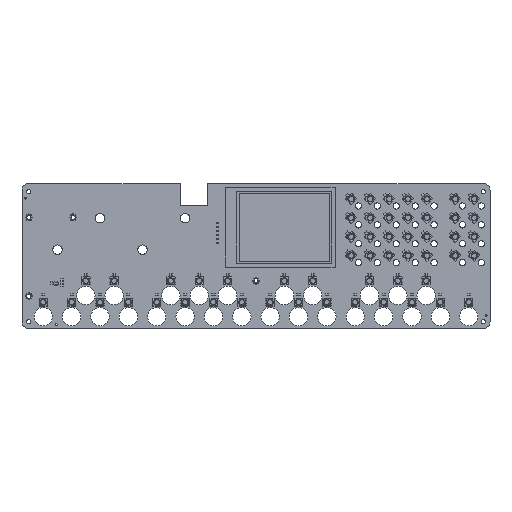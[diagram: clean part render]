
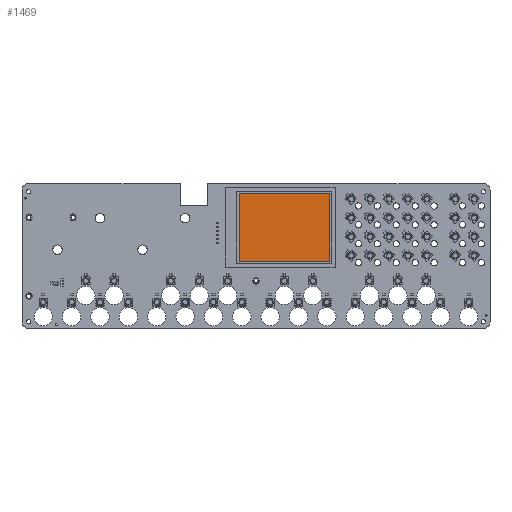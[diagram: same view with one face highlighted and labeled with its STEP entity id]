
A CAD part, top view. The second image highlights one B-rep face of the part: STEP entity #1469.
In plain terms, the highlighted planar face has unit normal (0, 0, 1).
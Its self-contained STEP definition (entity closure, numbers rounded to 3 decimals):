
#1160 = VERTEX_POINT('',#1161);
#1161 = CARTESIAN_POINT('',(26.06,-8.5,2.4));
#1170 = PLANE('',#1171);
#1171 = AXIS2_PLACEMENT_3D('',#1172,#1173,#1174);
#1172 = CARTESIAN_POINT('',(26.06,-8.5,2.4));
#1173 = DIRECTION('',(0.,1.,0.));
#1174 = DIRECTION('',(-1.,0.,0.));
#1182 = PLANE('',#1183);
#1183 = AXIS2_PLACEMENT_3D('',#1184,#1185,#1186);
#1184 = CARTESIAN_POINT('',(26.06,34.7,2.4));
#1185 = DIRECTION('',(-1.,0.,0.));
#1186 = DIRECTION('',(0.,-1.,0.));
#1223 = VERTEX_POINT('',#1224);
#1224 = CARTESIAN_POINT('',(-31.54,-8.5,2.4));
#1238 = PLANE('',#1239);
#1239 = AXIS2_PLACEMENT_3D('',#1240,#1241,#1242);
#1240 = CARTESIAN_POINT('',(-31.54,-8.5,2.4));
#1241 = DIRECTION('',(1.,0.,0.));
#1242 = DIRECTION('',(0.,1.,0.));
#1250 = EDGE_CURVE('',#1160,#1223,#1251,.T.);
#1251 = SURFACE_CURVE('',#1252,(#1256,#1263),.PCURVE_S1.);
#1252 = LINE('',#1253,#1254);
#1253 = CARTESIAN_POINT('',(26.06,-8.5,2.4));
#1254 = VECTOR('',#1255,1.);
#1255 = DIRECTION('',(-1.,0.,0.));
#1256 = PCURVE('',#1170,#1257);
#1257 = DEFINITIONAL_REPRESENTATION('',(#1258),#1262);
#1258 = LINE('',#1259,#1260);
#1259 = CARTESIAN_POINT('',(0.,0.));
#1260 = VECTOR('',#1261,1.);
#1261 = DIRECTION('',(1.,0.));
#1262 = ( GEOMETRIC_REPRESENTATION_CONTEXT(2) 
PARAMETRIC_REPRESENTATION_CONTEXT() REPRESENTATION_CONTEXT('2D SPACE',''
  ) );
#1263 = PCURVE('',#1264,#1269);
#1264 = PLANE('',#1265);
#1265 = AXIS2_PLACEMENT_3D('',#1266,#1267,#1268);
#1266 = CARTESIAN_POINT('',(-2.74,13.1,2.4));
#1267 = DIRECTION('',(0.,0.,-1.));
#1268 = DIRECTION('',(1.,0.,0.));
#1269 = DEFINITIONAL_REPRESENTATION('',(#1270),#1274);
#1270 = LINE('',#1271,#1272);
#1271 = CARTESIAN_POINT('',(28.8,21.6));
#1272 = VECTOR('',#1273,1.);
#1273 = DIRECTION('',(-1.,0.));
#1274 = ( GEOMETRIC_REPRESENTATION_CONTEXT(2) 
PARAMETRIC_REPRESENTATION_CONTEXT() REPRESENTATION_CONTEXT('2D SPACE',''
  ) );
#1304 = VERTEX_POINT('',#1305);
#1305 = CARTESIAN_POINT('',(-31.54,34.7,2.4));
#1319 = PLANE('',#1320);
#1320 = AXIS2_PLACEMENT_3D('',#1321,#1322,#1323);
#1321 = CARTESIAN_POINT('',(-31.54,34.7,2.4));
#1322 = DIRECTION('',(0.,-1.,0.));
#1323 = DIRECTION('',(1.,0.,0.));
#1331 = EDGE_CURVE('',#1223,#1304,#1332,.T.);
#1332 = SURFACE_CURVE('',#1333,(#1337,#1344),.PCURVE_S1.);
#1333 = LINE('',#1334,#1335);
#1334 = CARTESIAN_POINT('',(-31.54,-8.5,2.4));
#1335 = VECTOR('',#1336,1.);
#1336 = DIRECTION('',(0.,1.,0.));
#1337 = PCURVE('',#1238,#1338);
#1338 = DEFINITIONAL_REPRESENTATION('',(#1339),#1343);
#1339 = LINE('',#1340,#1341);
#1340 = CARTESIAN_POINT('',(0.,0.));
#1341 = VECTOR('',#1342,1.);
#1342 = DIRECTION('',(1.,0.));
#1343 = ( GEOMETRIC_REPRESENTATION_CONTEXT(2) 
PARAMETRIC_REPRESENTATION_CONTEXT() REPRESENTATION_CONTEXT('2D SPACE',''
  ) );
#1344 = PCURVE('',#1264,#1345);
#1345 = DEFINITIONAL_REPRESENTATION('',(#1346),#1350);
#1346 = LINE('',#1347,#1348);
#1347 = CARTESIAN_POINT('',(-28.8,21.6));
#1348 = VECTOR('',#1349,1.);
#1349 = DIRECTION('',(0.,-1.));
#1350 = ( GEOMETRIC_REPRESENTATION_CONTEXT(2) 
PARAMETRIC_REPRESENTATION_CONTEXT() REPRESENTATION_CONTEXT('2D SPACE',''
  ) );
#1380 = VERTEX_POINT('',#1381);
#1381 = CARTESIAN_POINT('',(26.06,34.7,2.4));
#1402 = EDGE_CURVE('',#1304,#1380,#1403,.T.);
#1403 = SURFACE_CURVE('',#1404,(#1408,#1415),.PCURVE_S1.);
#1404 = LINE('',#1405,#1406);
#1405 = CARTESIAN_POINT('',(-31.54,34.7,2.4));
#1406 = VECTOR('',#1407,1.);
#1407 = DIRECTION('',(1.,0.,0.));
#1408 = PCURVE('',#1319,#1409);
#1409 = DEFINITIONAL_REPRESENTATION('',(#1410),#1414);
#1410 = LINE('',#1411,#1412);
#1411 = CARTESIAN_POINT('',(0.,0.));
#1412 = VECTOR('',#1413,1.);
#1413 = DIRECTION('',(1.,0.));
#1414 = ( GEOMETRIC_REPRESENTATION_CONTEXT(2) 
PARAMETRIC_REPRESENTATION_CONTEXT() REPRESENTATION_CONTEXT('2D SPACE',''
  ) );
#1415 = PCURVE('',#1264,#1416);
#1416 = DEFINITIONAL_REPRESENTATION('',(#1417),#1421);
#1417 = LINE('',#1418,#1419);
#1418 = CARTESIAN_POINT('',(-28.8,-21.6));
#1419 = VECTOR('',#1420,1.);
#1420 = DIRECTION('',(1.,0.));
#1421 = ( GEOMETRIC_REPRESENTATION_CONTEXT(2) 
PARAMETRIC_REPRESENTATION_CONTEXT() REPRESENTATION_CONTEXT('2D SPACE',''
  ) );
#1449 = EDGE_CURVE('',#1380,#1160,#1450,.T.);
#1450 = SURFACE_CURVE('',#1451,(#1455,#1462),.PCURVE_S1.);
#1451 = LINE('',#1452,#1453);
#1452 = CARTESIAN_POINT('',(26.06,34.7,2.4));
#1453 = VECTOR('',#1454,1.);
#1454 = DIRECTION('',(0.,-1.,0.));
#1455 = PCURVE('',#1182,#1456);
#1456 = DEFINITIONAL_REPRESENTATION('',(#1457),#1461);
#1457 = LINE('',#1458,#1459);
#1458 = CARTESIAN_POINT('',(0.,0.));
#1459 = VECTOR('',#1460,1.);
#1460 = DIRECTION('',(1.,0.));
#1461 = ( GEOMETRIC_REPRESENTATION_CONTEXT(2) 
PARAMETRIC_REPRESENTATION_CONTEXT() REPRESENTATION_CONTEXT('2D SPACE',''
  ) );
#1462 = PCURVE('',#1264,#1463);
#1463 = DEFINITIONAL_REPRESENTATION('',(#1464),#1468);
#1464 = LINE('',#1465,#1466);
#1465 = CARTESIAN_POINT('',(28.8,-21.6));
#1466 = VECTOR('',#1467,1.);
#1467 = DIRECTION('',(0.,1.));
#1468 = ( GEOMETRIC_REPRESENTATION_CONTEXT(2) 
PARAMETRIC_REPRESENTATION_CONTEXT() REPRESENTATION_CONTEXT('2D SPACE',''
  ) );
#1469 = ADVANCED_FACE('',(#1470),#1264,.F.);
#1470 = FACE_BOUND('',#1471,.F.);
#1471 = EDGE_LOOP('',(#1472,#1473,#1474,#1475));
#1472 = ORIENTED_EDGE('',*,*,#1250,.T.);
#1473 = ORIENTED_EDGE('',*,*,#1331,.T.);
#1474 = ORIENTED_EDGE('',*,*,#1402,.T.);
#1475 = ORIENTED_EDGE('',*,*,#1449,.T.);
